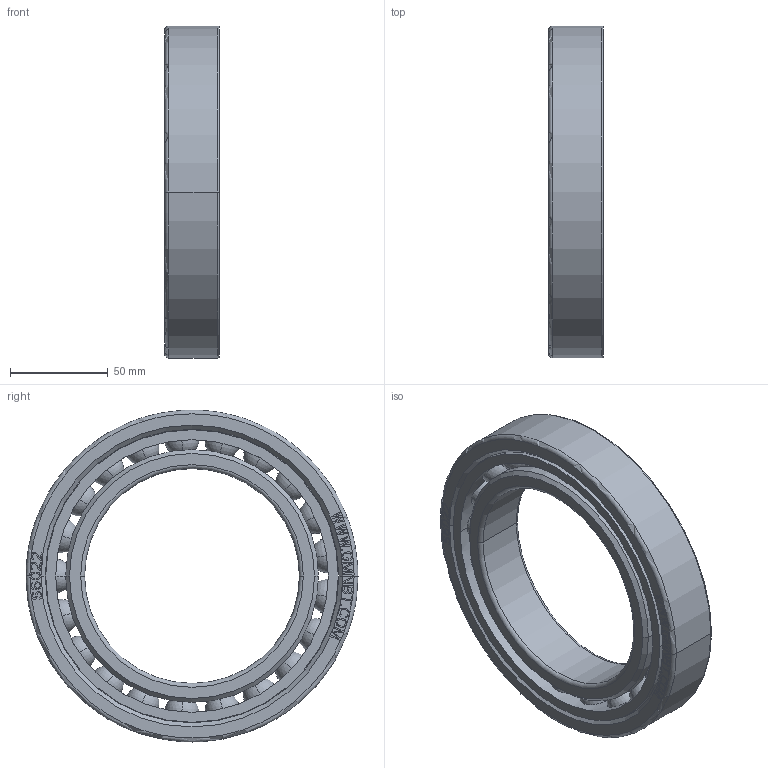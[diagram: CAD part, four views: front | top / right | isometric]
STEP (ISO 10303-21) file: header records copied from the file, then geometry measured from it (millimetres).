
FILE_DESCRIPTION((''),'2;1');
FILE_NAME('S6022_PRT','2014-03-19T',('sales 4'),(''),'PRO/ENGINEER BY PARAMETRIC TECHNOLOGY CORPORATION, 2013150','PRO/ENGINEER BY PARAMETRIC TECHNOLOGY CORPORATION, 2013150','');
FILE_SCHEMA(('AUTOMOTIVE_DESIGN { 1 0 10303 214 1 1 1 1 }'));
Length unit declared in the file: millimetre
Products named in the file (1): S6022_PRT
Bounding box: 28.01 x 170 x 170 mm (x, y, z)
Volume: 288408.2 mm3; surface area: 107354.5 mm2
Topology: 3 solids, 3 shells, 705 faces, 1964 edges, 1244 vertices
Faces by surface type: plane 501, cylinder 98, sphere 84, torus 12, cone 10
Entity records: 44523 total; most frequent: CARTESIAN_POINT 21042, ORIENTED_EDGE 3760, DIRECTION 3350, PRESENTATION_STYLE_ASSIGNMENT 1911, STYLED_ITEM 1883, CURVE_STYLE 1880, EDGE_CURVE 1880, VECTOR 1484
